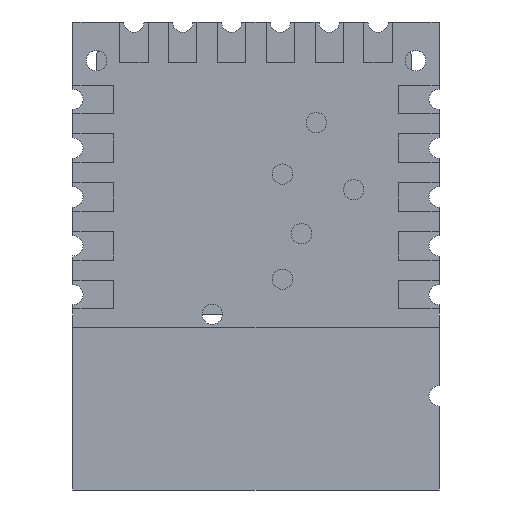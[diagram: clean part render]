
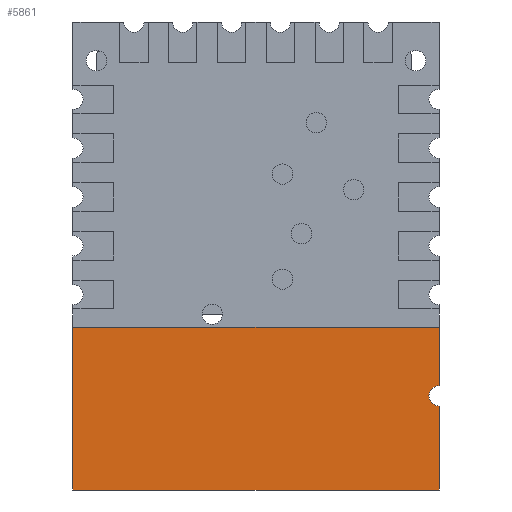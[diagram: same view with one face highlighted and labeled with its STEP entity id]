
A CAD part, front view. The second image highlights one B-rep face of the part: STEP entity #5861.
In plain terms, the highlighted planar face has unit normal (0, -1, 0).
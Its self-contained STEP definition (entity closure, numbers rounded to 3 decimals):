
#133 = ORIENTED_EDGE ( 'NONE', *, *, #1746, .F. ) ;
#215 = EDGE_LOOP ( 'NONE', ( #133, #4359, #2574, #3758, #3563, #7648 ) ) ;
#216 = DIRECTION ( 'NONE',  ( 1., 0., 0. ) ) ;
#223 = PLANE ( 'NONE',  #5637 ) ;
#257 = EDGE_CURVE ( 'NONE', #1719, #6999, #3214, .T. ) ;
#322 = DIRECTION ( 'NONE',  ( 0., 0., -1. ) ) ;
#804 = CARTESIAN_POINT ( 'NONE',  ( 4.5, 0.001, -5.75 ) ) ;
#807 = VERTEX_POINT ( 'NONE', #7131 ) ;
#833 = EDGE_CURVE ( 'NONE', #5724, #1719, #6264, .T. ) ;
#997 = CARTESIAN_POINT ( 'NONE',  ( 4.5, 0.001, -5.75 ) ) ;
#1054 = VERTEX_POINT ( 'NONE', #804 ) ;
#1063 = DIRECTION ( 'NONE',  ( -1., 0., 0. ) ) ;
#1124 = VECTOR ( 'NONE', #216, 1000. ) ;
#1363 = VECTOR ( 'NONE', #1993, 1000. ) ;
#1441 = CARTESIAN_POINT ( 'NONE',  ( 0., 0.001, 0. ) ) ;
#1462 = LINE ( 'NONE', #4537, #1363 ) ;
#1719 = VERTEX_POINT ( 'NONE', #3938 ) ;
#1746 = EDGE_CURVE ( 'NONE', #5724, #4811, #3652, .T. ) ;
#1810 = EDGE_CURVE ( 'NONE', #1054, #4811, #6982, .T. ) ;
#1993 = DIRECTION ( 'NONE',  ( 0., 0., -1. ) ) ;
#2229 = DIRECTION ( 'NONE',  ( 0., -1., 0. ) ) ;
#2361 = CARTESIAN_POINT ( 'NONE',  ( 4.5, 0.001, -5.75 ) ) ;
#2574 = ORIENTED_EDGE ( 'NONE', *, *, #257, .T. ) ;
#2914 = VECTOR ( 'NONE', #6629, 1000. ) ;
#3214 = LINE ( 'NONE', #4160, #5509 ) ;
#3563 = ORIENTED_EDGE ( 'NONE', *, *, #6431, .T. ) ;
#3652 = CIRCLE ( 'NONE', #5980, 0.25 ) ;
#3758 = ORIENTED_EDGE ( 'NONE', *, *, #7613, .T. ) ;
#3880 = DIRECTION ( 'NONE',  ( 0., -1., 0. ) ) ;
#3938 = CARTESIAN_POINT ( 'NONE',  ( 4.5, 0.001, -1.75 ) ) ;
#4160 = CARTESIAN_POINT ( 'NONE',  ( 4.5, 0.001, -1.75 ) ) ;
#4359 = ORIENTED_EDGE ( 'NONE', *, *, #833, .T. ) ;
#4487 = CARTESIAN_POINT ( 'NONE',  ( -4.5, 0.001, -5.75 ) ) ;
#4537 = CARTESIAN_POINT ( 'NONE',  ( -4.5, 0.001, -1.75 ) ) ;
#4806 = VECTOR ( 'NONE', #5331, 1000. ) ;
#4811 = VERTEX_POINT ( 'NONE', #7577 ) ;
#5069 = CARTESIAN_POINT ( 'NONE',  ( -4.5, 0.001, -1.75 ) ) ;
#5093 = DIRECTION ( 'NONE',  ( 0., 0., -1. ) ) ;
#5331 = DIRECTION ( 'NONE',  ( 0., 0., 1. ) ) ;
#5509 = VECTOR ( 'NONE', #1063, 1000. ) ;
#5637 = AXIS2_PLACEMENT_3D ( 'NONE', #1441, #3880, #5093 ) ;
#5724 = VERTEX_POINT ( 'NONE', #6213 ) ;
#5861 = ADVANCED_FACE ( 'NONE', ( #6436 ), #223, .T. ) ;
#5980 = AXIS2_PLACEMENT_3D ( 'NONE', #6395, #2229, #322 ) ;
#6213 = CARTESIAN_POINT ( 'NONE',  ( 4.5, 0.001, -3.187 ) ) ;
#6264 = LINE ( 'NONE', #997, #2914 ) ;
#6395 = CARTESIAN_POINT ( 'NONE',  ( 4.5, 0.001, -3.437 ) ) ;
#6431 = EDGE_CURVE ( 'NONE', #807, #1054, #7551, .T. ) ;
#6436 = FACE_OUTER_BOUND ( 'NONE', #215, .T. ) ;
#6629 = DIRECTION ( 'NONE',  ( 0., 0., 1. ) ) ;
#6982 = LINE ( 'NONE', #2361, #4806 ) ;
#6999 = VERTEX_POINT ( 'NONE', #5069 ) ;
#7131 = CARTESIAN_POINT ( 'NONE',  ( -4.5, 0.001, -5.75 ) ) ;
#7551 = LINE ( 'NONE', #4487, #1124 ) ;
#7577 = CARTESIAN_POINT ( 'NONE',  ( 4.5, 0.001, -3.687 ) ) ;
#7613 = EDGE_CURVE ( 'NONE', #6999, #807, #1462, .T. ) ;
#7648 = ORIENTED_EDGE ( 'NONE', *, *, #1810, .T. ) ;
